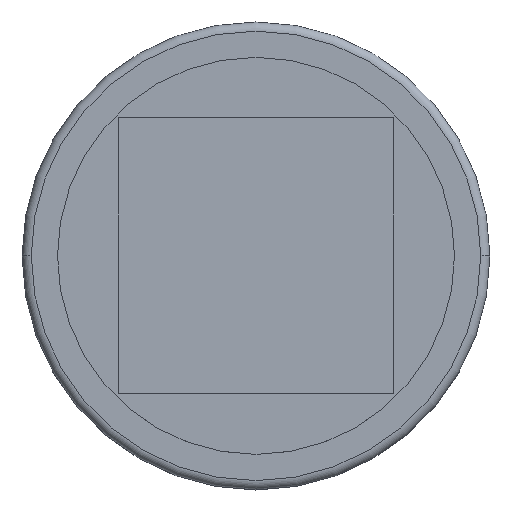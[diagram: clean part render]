
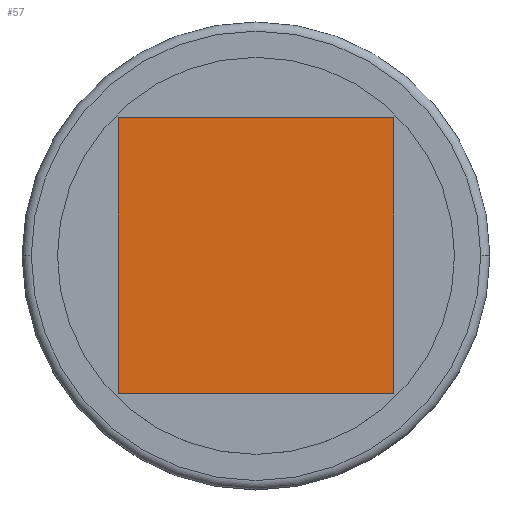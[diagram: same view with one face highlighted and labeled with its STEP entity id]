
A CAD part, top view. The second image highlights one B-rep face of the part: STEP entity #57.
In plain terms, the highlighted planar face has unit normal (0, 0, 1).
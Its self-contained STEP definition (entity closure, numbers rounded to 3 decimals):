
#23 = VERTEX_POINT ( 'NONE', #271 ) ;
#25 = VERTEX_POINT ( 'NONE', #288 ) ;
#27 = EDGE_CURVE ( 'NONE', #56, #25, #287, .T. ) ;
#32 = VERTEX_POINT ( 'NONE', #317 ) ;
#38 = ORIENTED_EDGE ( 'NONE', *, *, #55, .T. ) ;
#39 = ORIENTED_EDGE ( 'NONE', *, *, #27, .T. ) ;
#42 = EDGE_CURVE ( 'NONE', #32, #23, #316, .T. ) ;
#43 = EDGE_CURVE ( 'NONE', #25, #32, #336, .T. ) ;
#47 = ORIENTED_EDGE ( 'NONE', *, *, #43, .T. ) ;
#55 = EDGE_CURVE ( 'NONE', #23, #56, #216, .T. ) ;
#56 = VERTEX_POINT ( 'NONE', #212 ) ;
#57 = ADVANCED_FACE ( 'NONE', ( #211 ), #210, .F. ) ;
#58 = EDGE_LOOP ( 'NONE', ( #59, #38, #39, #47 ) ) ;
#59 = ORIENTED_EDGE ( 'NONE', *, *, #42, .T. ) ;
#207 = DIRECTION ( 'NONE',  ( 0., 0., -1. ) ) ;
#208 = CARTESIAN_POINT ( 'NONE',  ( 0., 7.2, 10. ) ) ;
#209 = AXIS2_PLACEMENT_3D ( 'NONE', #208, #207, #226 ) ;
#210 = PLANE ( 'NONE',  #209 ) ;
#211 = FACE_OUTER_BOUND ( 'NONE', #58, .T. ) ;
#212 = CARTESIAN_POINT ( 'NONE',  ( -5., 5., 10. ) ) ;
#213 = DIRECTION ( 'NONE',  ( -1., 0., 0. ) ) ;
#214 = VECTOR ( 'NONE', #213, 1000. ) ;
#215 = CARTESIAN_POINT ( 'NONE',  ( 5., 5., 10. ) ) ;
#216 = LINE ( 'NONE', #215, #214 ) ;
#226 = DIRECTION ( 'NONE',  ( -1., 0., 0. ) ) ;
#271 = CARTESIAN_POINT ( 'NONE',  ( 5., 5., 10. ) ) ;
#284 = DIRECTION ( 'NONE',  ( 0., -1., 0. ) ) ;
#285 = VECTOR ( 'NONE', #284, 1000. ) ;
#286 = CARTESIAN_POINT ( 'NONE',  ( -5., 5., 10. ) ) ;
#287 = LINE ( 'NONE', #286, #285 ) ;
#288 = CARTESIAN_POINT ( 'NONE',  ( -5., -5., 10. ) ) ;
#315 = CARTESIAN_POINT ( 'NONE',  ( 5., -5., 10. ) ) ;
#316 = LINE ( 'NONE', #315, #338 ) ;
#317 = CARTESIAN_POINT ( 'NONE',  ( 5., -5., 10. ) ) ;
#333 = DIRECTION ( 'NONE',  ( 1., 0., 0. ) ) ;
#334 = VECTOR ( 'NONE', #333, 1000. ) ;
#335 = CARTESIAN_POINT ( 'NONE',  ( -5., -5., 10. ) ) ;
#336 = LINE ( 'NONE', #335, #334 ) ;
#337 = DIRECTION ( 'NONE',  ( 0., 1., 0. ) ) ;
#338 = VECTOR ( 'NONE', #337, 1000. ) ;
